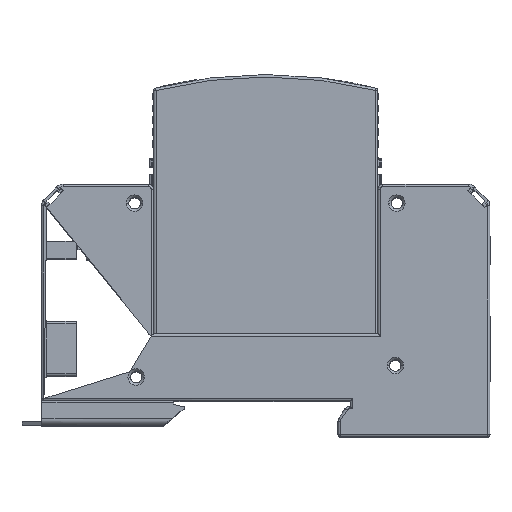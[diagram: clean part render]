
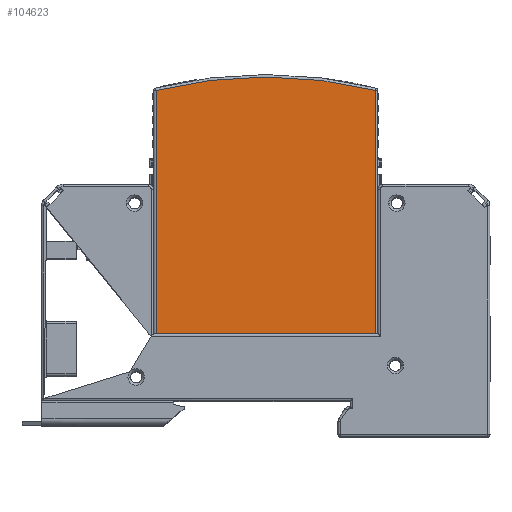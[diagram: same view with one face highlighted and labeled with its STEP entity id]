
A CAD part, top view. The second image highlights one B-rep face of the part: STEP entity #104623.
In plain terms, the highlighted face is planar.
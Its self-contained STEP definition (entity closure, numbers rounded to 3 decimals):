
#101536=CARTESIAN_POINT('',(0.,-8.9,-39.802));
#101537=DIRECTION('',(0.,1.,0.));
#101538=DIRECTION('',(-0.241,0.,0.971));
#101539=AXIS2_PLACEMENT_3D('',#101536,#101537,#101538);
#101544=DIRECTION('',(-1.,0.,0.));
#101545=VECTOR('',#101544,44.);
#101546=CARTESIAN_POINT('',(22.,-8.9,0.));
#101547=LINE('',#101546,#101545);
#101583=DIRECTION('',(0.,0.,-1.));
#101584=VECTOR('',#101583,48.81);
#101585=CARTESIAN_POINT('',(-22.,-8.9,48.81));
#101586=LINE('',#101585,#101584);
#101908=DIRECTION('',(0.,0.,1.));
#101909=VECTOR('',#101908,48.81);
#101910=CARTESIAN_POINT('',(22.,-8.9,0.));
#101911=LINE('',#101910,#101909);
#104194=CARTESIAN_POINT('',(-22.,-8.9,48.81));
#104195=CARTESIAN_POINT('',(22.,-8.9,48.81));
#104196=VERTEX_POINT('',#104194);
#104197=VERTEX_POINT('',#104195);
#104198=CARTESIAN_POINT('',(22.,-8.9,0.));
#104199=VERTEX_POINT('',#104198);
#104200=CARTESIAN_POINT('',(-22.,-8.9,0.));
#104201=VERTEX_POINT('',#104200);
#104608=CARTESIAN_POINT('',(0.,-8.9,0.));
#104609=DIRECTION('',(0.,1.,0.));
#104610=DIRECTION('',(-1.,0.,0.));
#104611=AXIS2_PLACEMENT_3D('',#104608,#104609,#104610);
#104612=PLANE('',#104611);
#104614=ORIENTED_EDGE('',*,*,#104613,.T.);
#104616=ORIENTED_EDGE('',*,*,#104615,.F.);
#104618=ORIENTED_EDGE('',*,*,#104617,.T.);
#104620=ORIENTED_EDGE('',*,*,#104619,.F.);
#104621=EDGE_LOOP('',(#104614,#104616,#104618,#104620));
#104622=FACE_OUTER_BOUND('',#104621,.F.);
#101540=CIRCLE('',#101539,91.302);
#104613=EDGE_CURVE('',#104196,#104197,#101540,.T.);
#104615=EDGE_CURVE('',#104199,#104197,#101911,.T.);
#104617=EDGE_CURVE('',#104199,#104201,#101547,.T.);
#104619=EDGE_CURVE('',#104196,#104201,#101586,.T.);
#104623=ADVANCED_FACE('',(#104622),#104612,.F.);
